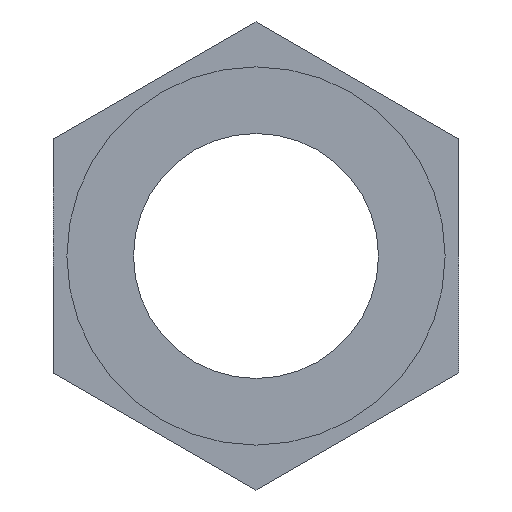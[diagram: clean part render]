
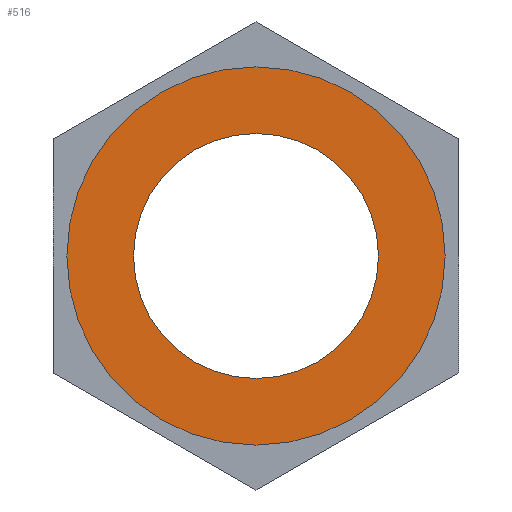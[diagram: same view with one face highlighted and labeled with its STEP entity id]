
A CAD part, left-side view. The second image highlights one B-rep face of the part: STEP entity #516.
In plain terms, the highlighted planar face has unit normal (-1, 0, 0).
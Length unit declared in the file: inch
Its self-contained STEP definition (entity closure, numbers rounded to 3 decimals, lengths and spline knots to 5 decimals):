
#14 = EDGE_LOOP ( 'NONE', ( #40, #214 ) ) ;
#34 = VERTEX_POINT ( 'NONE', #522 ) ;
#40 = ORIENTED_EDGE ( 'NONE', *, *, #123, .T. ) ;
#43 = AXIS2_PLACEMENT_3D ( 'NONE', #287, #486, #245 ) ;
#50 = EDGE_CURVE ( 'NONE', #68, #132, #78, .T. ) ;
#52 = CARTESIAN_POINT ( 'NONE',  ( -0.375, 0., 0. ) ) ;
#64 = DIRECTION ( 'NONE',  ( 1., 0., 0. ) ) ;
#65 = DIRECTION ( 'NONE',  ( 0., 0., -1. ) ) ;
#68 = VERTEX_POINT ( 'NONE', #226 ) ;
#78 = CIRCLE ( 'NONE', #225, 0.2625 ) ;
#96 = DIRECTION ( 'NONE',  ( 1., 0., 0. ) ) ;
#99 = ORIENTED_EDGE ( 'NONE', *, *, #212, .F. ) ;
#123 = EDGE_CURVE ( 'NONE', #34, #378, #169, .T. ) ;
#132 = VERTEX_POINT ( 'NONE', #403 ) ;
#139 = CIRCLE ( 'NONE', #497, 0.2625 ) ;
#142 = DIRECTION ( 'NONE',  ( 0., 0., -1. ) ) ;
#150 = CIRCLE ( 'NONE', #465, 0.17 ) ;
#169 = CIRCLE ( 'NONE', #256, 0.17 ) ;
#212 = EDGE_CURVE ( 'NONE', #132, #68, #139, .T. ) ;
#214 = ORIENTED_EDGE ( 'NONE', *, *, #505, .T. ) ;
#225 = AXIS2_PLACEMENT_3D ( 'NONE', #362, #281, #65 ) ;
#226 = CARTESIAN_POINT ( 'NONE',  ( -0.375, 0., 0.2625 ) ) ;
#245 = DIRECTION ( 'NONE',  ( 0., 0., -1. ) ) ;
#256 = AXIS2_PLACEMENT_3D ( 'NONE', #52, #96, #142 ) ;
#281 = DIRECTION ( 'NONE',  ( 1., 0., 0. ) ) ;
#287 = CARTESIAN_POINT ( 'NONE',  ( -0.375, 0., 0. ) ) ;
#337 = CARTESIAN_POINT ( 'NONE',  ( -0.375, 0., 0. ) ) ;
#339 = DIRECTION ( 'NONE',  ( 0., 0., -1. ) ) ;
#362 = CARTESIAN_POINT ( 'NONE',  ( -0.375, 0., 0. ) ) ;
#370 = DIRECTION ( 'NONE',  ( 1., 0., 0. ) ) ;
#373 = DIRECTION ( 'NONE',  ( 0., 0., -1. ) ) ;
#378 = VERTEX_POINT ( 'NONE', #467 ) ;
#396 = FACE_BOUND ( 'NONE', #14, .T. ) ;
#403 = CARTESIAN_POINT ( 'NONE',  ( -0.375, 0., -0.2625 ) ) ;
#441 = CARTESIAN_POINT ( 'NONE',  ( -0.375, 0., 0. ) ) ;
#454 = PLANE ( 'NONE',  #43 ) ;
#462 = FACE_OUTER_BOUND ( 'NONE', #464, .T. ) ;
#463 = ORIENTED_EDGE ( 'NONE', *, *, #50, .F. ) ;
#464 = EDGE_LOOP ( 'NONE', ( #99, #463 ) ) ;
#465 = AXIS2_PLACEMENT_3D ( 'NONE', #337, #64, #373 ) ;
#467 = CARTESIAN_POINT ( 'NONE',  ( -0.375, 0., 0.17 ) ) ;
#486 = DIRECTION ( 'NONE',  ( 1., 0., 0. ) ) ;
#497 = AXIS2_PLACEMENT_3D ( 'NONE', #441, #370, #339 ) ;
#505 = EDGE_CURVE ( 'NONE', #378, #34, #150, .T. ) ;
#516 = ADVANCED_FACE ( 'NONE', ( #396, #462 ), #454, .F. ) ;
#522 = CARTESIAN_POINT ( 'NONE',  ( -0.375, 0., -0.17 ) ) ;
